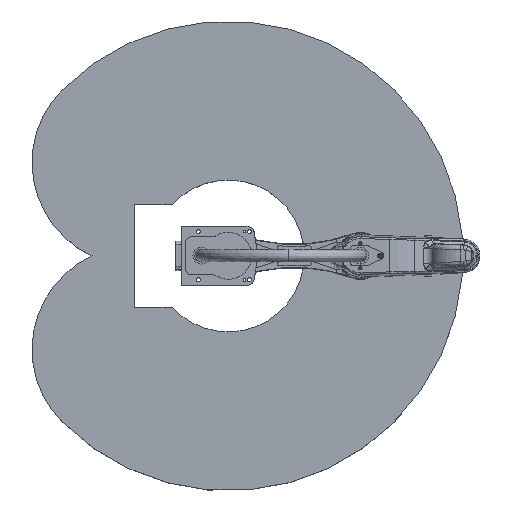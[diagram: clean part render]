
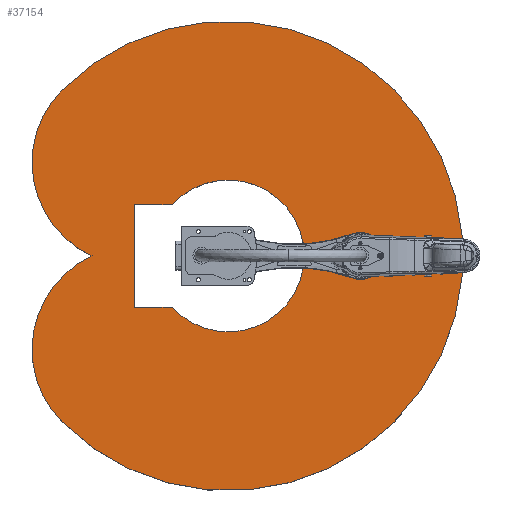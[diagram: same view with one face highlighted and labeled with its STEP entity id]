
A CAD part, top view. The second image highlights one B-rep face of the part: STEP entity #37154.
In plain terms, the highlighted planar face has unit normal (0, 0, 1).
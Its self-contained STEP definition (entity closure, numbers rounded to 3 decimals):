
#1180=FACE_BOUND('',#11655,.T.);
#3759=LINE('',#84194,#6148);
#3763=LINE('',#84201,#6152);
#3766=LINE('',#84207,#6155);
#6148=VECTOR('',#50076,10.);
#6152=VECTOR('',#50082,10.);
#6155=VECTOR('',#50087,10.);
#7049=PLANE('',#40878);
#9190=FACE_OUTER_BOUND('',#11654,.T.);
#11654=EDGE_LOOP('',(#32793,#32794,#32795));
#11655=EDGE_LOOP('',(#32796,#32797,#32798,#32799));
#13270=CIRCLE('',#40879,350.);
#13271=CIRCLE('',#40880,800.);
#13272=CIRCLE('',#40881,350.);
#13273=CIRCLE('',#40882,258.78);
#17442=VERTEX_POINT('',#84191);
#17443=VERTEX_POINT('',#84193);
#17445=VERTEX_POINT('',#84198);
#17447=VERTEX_POINT('',#84205);
#17448=VERTEX_POINT('',#84209);
#17449=VERTEX_POINT('',#84210);
#17450=VERTEX_POINT('',#84212);
#22558=EDGE_CURVE('',#17443,#17442,#3759,.T.);
#22562=EDGE_CURVE('',#17445,#17443,#3763,.T.);
#22565=EDGE_CURVE('',#17442,#17447,#3766,.T.);
#22566=EDGE_CURVE('',#17448,#17449,#13270,.T.);
#22567=EDGE_CURVE('',#17449,#17450,#13271,.T.);
#22568=EDGE_CURVE('',#17450,#17448,#13272,.T.);
#22569=EDGE_CURVE('',#17447,#17445,#13273,.T.);
#32793=ORIENTED_EDGE('',*,*,#22566,.T.);
#32794=ORIENTED_EDGE('',*,*,#22567,.T.);
#32795=ORIENTED_EDGE('',*,*,#22568,.T.);
#32796=ORIENTED_EDGE('',*,*,#22562,.T.);
#32797=ORIENTED_EDGE('',*,*,#22558,.T.);
#32798=ORIENTED_EDGE('',*,*,#22565,.T.);
#32799=ORIENTED_EDGE('',*,*,#22569,.T.);
#37154=ADVANCED_FACE('',(#9190,#1180),#7049,.T.);
#40878=AXIS2_PLACEMENT_3D('',#84208,#50088,#50089);
#40879=AXIS2_PLACEMENT_3D('',#84211,#50090,#50091);
#40880=AXIS2_PLACEMENT_3D('',#84213,#50092,#50093);
#40881=AXIS2_PLACEMENT_3D('',#84214,#50094,#50095);
#40882=AXIS2_PLACEMENT_3D('',#84215,#50096,#50097);
#50076=DIRECTION('',(0.,1.,0.));
#50082=DIRECTION('',(-1.,0.,0.));
#50087=DIRECTION('',(1.,0.,0.));
#50088=DIRECTION('center_axis',(0.,0.,1.));
#50089=DIRECTION('ref_axis',(1.,0.,0.));
#50090=DIRECTION('center_axis',(0.,0.,1.));
#50091=DIRECTION('ref_axis',(0.416,-0.909,0.));
#50092=DIRECTION('center_axis',(0.,0.,1.));
#50093=DIRECTION('ref_axis',(0.707,0.707,0.));
#50094=DIRECTION('center_axis',(0.,0.,1.));
#50095=DIRECTION('ref_axis',(0.707,-0.707,0.));
#50096=DIRECTION('center_axis',(0.,0.,-1.));
#50097=DIRECTION('ref_axis',(-1.,0.,0.));
#84191=CARTESIAN_POINT('',(-320.,175.,200.));
#84193=CARTESIAN_POINT('',(-320.,-175.,200.));
#84194=CARTESIAN_POINT('',(-320.,-87.5,200.));
#84198=CARTESIAN_POINT('',(-190.636,-175.,200.));
#84201=CARTESIAN_POINT('',(45.314,-175.,200.));
#84205=CARTESIAN_POINT('',(-190.636,175.,200.));
#84207=CARTESIAN_POINT('',(-152.186,175.,200.));
#84208=CARTESIAN_POINT('Origin',(15.627,0.,
200.));
#84209=CARTESIAN_POINT('',(-463.972,0.,200.));
#84210=CARTESIAN_POINT('',(-565.685,-565.685,200.));
#84211=CARTESIAN_POINT('Origin',(-318.198,-318.198,200.));
#84212=CARTESIAN_POINT('',(-565.685,565.685,200.));
#84213=CARTESIAN_POINT('Origin',(0.,0.,200.));
#84214=CARTESIAN_POINT('Origin',(-318.198,318.198,200.));
#84215=CARTESIAN_POINT('Origin',(0.,0.,200.));
